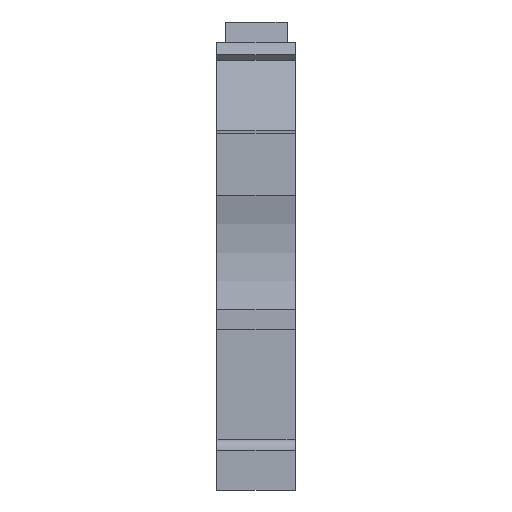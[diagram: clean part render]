
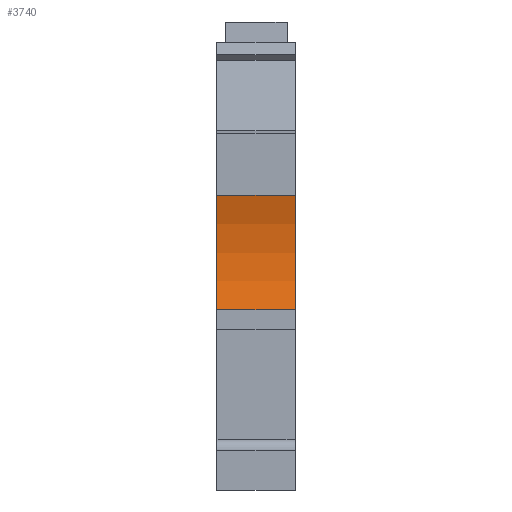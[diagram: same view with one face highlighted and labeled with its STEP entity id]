
A CAD part, front view. The second image highlights one B-rep face of the part: STEP entity #3740.
In plain terms, the highlighted cylindrical face has radius 15 mm (diameter 30 mm), a partial arc.
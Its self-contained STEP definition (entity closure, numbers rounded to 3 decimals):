
#2670=CARTESIAN_POINT('',(-47.5,-2.,-5.15));
#2680=VERTEX_POINT('',#2670);
#2710=CARTESIAN_POINT('',(-47.5,-2.,
-5.765));
#2720=DIRECTION('',(0.,0.,1.));
#2730=VECTOR('',#2720,1.);
#2740=LINE('',#2710,#2730);
#2750=CARTESIAN_POINT('',(-47.5,-2.,1.));
#2760=VERTEX_POINT('',#2750);
#2770=EDGE_CURVE('',#2680,#2760,#2740,.T.);
#3420=CARTESIAN_POINT('',(-61.809,2.5,
-5.765));
#3430=DIRECTION('',(0.,0.,1.));
#3440=DIRECTION('',(1.,0.,0.));
#3450=AXIS2_PLACEMENT_3D('',#3420,#3430,#3440);
#3460=CYLINDRICAL_SURFACE('',#3450,15.);
#3470=CARTESIAN_POINT('',(-47.5,7.,
-5.765));
#3480=DIRECTION('',(0.,0.,1.));
#3490=VECTOR('',#3480,1.);
#3500=LINE('',#3470,#3490);
#3510=CARTESIAN_POINT('',(-47.5,7.,-5.15));
#3520=VERTEX_POINT('',#3510);
#3530=CARTESIAN_POINT('',(-47.5,7.,1.));
#3540=VERTEX_POINT('',#3530);
#3550=EDGE_CURVE('',#3520,#3540,#3500,.T.);
#3560=ORIENTED_EDGE('',*,*,#3550,.F.);
#3570=CARTESIAN_POINT('',(-61.809,2.5,1.));
#3580=DIRECTION('',(0.,0.,1.));
#3590=DIRECTION('',(1.,0.,0.));
#3600=AXIS2_PLACEMENT_3D('',#3570,#3580,#3590);
#3610=CIRCLE('',#3600,15.);
#3620=EDGE_CURVE('',#2760,#3540,#3610,.T.);
#3630=ORIENTED_EDGE('',*,*,#3620,.T.);
#3640=ORIENTED_EDGE('',*,*,#2770,.T.);
#3650=CARTESIAN_POINT('',(-61.809,2.5,-5.15));
#3660=DIRECTION('',(0.,0.,1.));
#3670=DIRECTION('',(1.,0.,0.));
#3680=AXIS2_PLACEMENT_3D('',#3650,#3660,#3670);
#3690=CIRCLE('',#3680,15.);
#3700=EDGE_CURVE('',#2680,#3520,#3690,.T.);
#3710=ORIENTED_EDGE('',*,*,#3700,.F.);
#3720=EDGE_LOOP('',(#3710,#3640,#3630,#3560));
#3730=FACE_OUTER_BOUND('',#3720,.T.);
#3740=ADVANCED_FACE('',(#3730),#3460,.F.);
